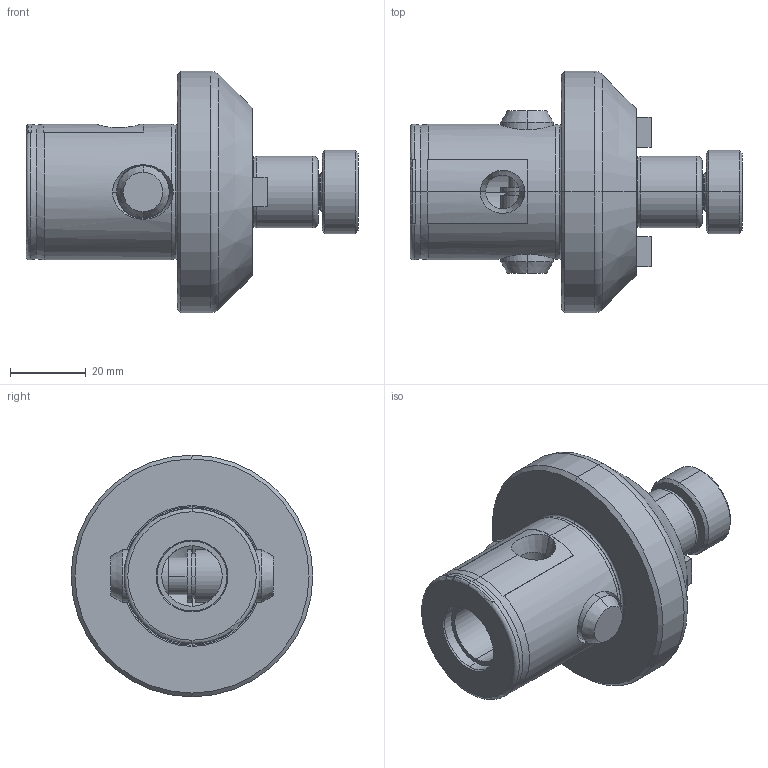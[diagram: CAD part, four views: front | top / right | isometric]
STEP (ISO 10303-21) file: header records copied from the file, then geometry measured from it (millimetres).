
FILE_DESCRIPTION (( 'STEP AP214' ), '1' );
FILE_NAME ('11.335.402.step', '2016-08-05T16:13:33', ( '' ), ( '' ), 'SwSTEP 2.0', 'SolidWorks 2016', '' );
FILE_SCHEMA (( 'AUTOMOTIVE_DESIGN' ));
Length unit declared in the file: millimetre
Products named in the file (5): 10.691.50X_10.691.506; 11.691.621; 11.335.402; 11.690.710
Assembly tree (5 placements, depth 2):
  11.335.402
    11.335.402
    11.690.710
    10.691.50X_10.691.506
    11.691.621  x2
Bounding box: 87.92 x 64 x 64 mm (x, y, z)
Volume: 96910.5 mm3; surface area: 23727.3 mm2
Topology: 5 solids, 5 shells, 254 faces, 610 edges, 368 vertices
Faces by surface type: cone 104, cylinder 78, plane 52, torus 20
Entity records: 7650 total; most frequent: CARTESIAN_POINT 1776, DIRECTION 1320, ORIENTED_EDGE 1124, EDGE_CURVE 562, AXIS2_PLACEMENT_3D 548, VERTEX_POINT 342, CIRCLE 304, EDGE_LOOP 252
